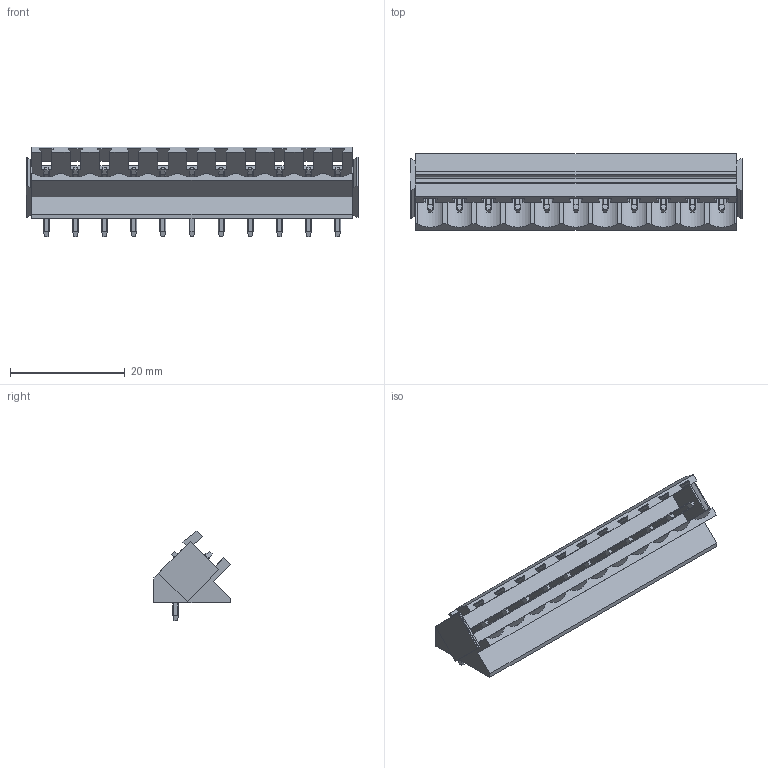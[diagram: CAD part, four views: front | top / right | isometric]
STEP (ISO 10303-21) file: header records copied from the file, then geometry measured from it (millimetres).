
FILE_DESCRIPTION(('CATIA V5 STEP Exchange','CAx-IF Rec.Pracs.--- Model Styling and Organization---1.2---2011-12-15'),'2;1');
FILE_NAME ('D1453241_0_1605620000_1605620000.stp','2018-10-10T04:55:46+00:00',('none'),('Weidmueller'),'CATIA Version 5-6 Release 2014','CATIA V5 STEP AP214','none');
FILE_SCHEMA(('AUTOMOTIVE_DESIGN { 1 0 10303 214 1 1 1 1 }'));
Length unit declared in the file: millimetre
Products named in the file (1): 1605620000
Bounding box: 57.88 x 13.3 x 15.67 mm (x, y, z)
Volume: 3514.3 mm3; surface area: 4783.3 mm2
Topology: 12 solids, 12 shells, 585 faces, 1605 edges, 1022 vertices
Faces by surface type: plane 396, cylinder 189
Entity records: 20442 total; most frequent: CARTESIAN_POINT 6890, ORIENTED_EDGE 3210, DIRECTION 2121, EDGE_CURVE 1605, VECTOR 1227, LINE 1227, VERTEX_POINT 1022, EDGE_LOOP 607
